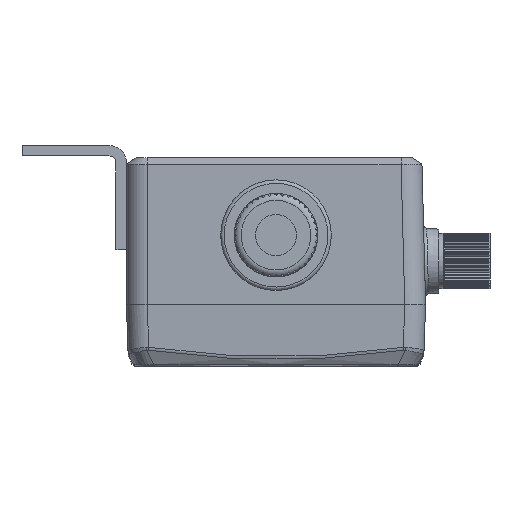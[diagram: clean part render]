
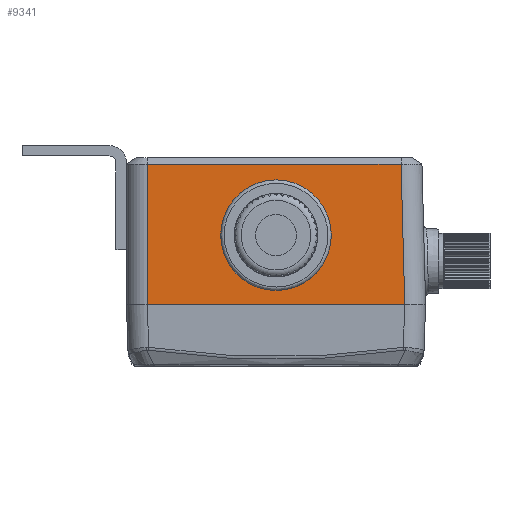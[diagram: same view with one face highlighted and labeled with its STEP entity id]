
A CAD part, front view. The second image highlights one B-rep face of the part: STEP entity #9341.
In plain terms, the highlighted planar face has unit normal (0, -1, 0).
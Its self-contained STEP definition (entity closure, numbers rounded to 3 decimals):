
#9341=ADVANCED_FACE('',(#12702,#12703),#10819,.T.);
#10819=PLANE('',#34726);
#11901=CIRCLE('',#34725,5.5);
#12702=FACE_BOUND('',#13014,.T.);
#12703=FACE_BOUND('',#13015,.T.);
#13014=EDGE_LOOP('',(#14669,#14670,#14671,#14672));
#13015=EDGE_LOOP('',(#14673));
#14669=ORIENTED_EDGE('',*,*,#25218,.T.);
#14670=ORIENTED_EDGE('',*,*,#25219,.T.);
#14671=ORIENTED_EDGE('',*,*,#25220,.T.);
#14672=ORIENTED_EDGE('',*,*,#25221,.F.);
#14673=ORIENTED_EDGE('',*,*,#25222,.T.);
#22565=VERTEX_POINT('',#44227);
#22566=VERTEX_POINT('',#44228);
#22567=VERTEX_POINT('',#44230);
#22568=VERTEX_POINT('',#44232);
#22569=VERTEX_POINT('',#44235);
#25218=EDGE_CURVE('',#22565,#22566,#29166,.T.);
#25219=EDGE_CURVE('',#22566,#22567,#29167,.T.);
#25220=EDGE_CURVE('',#22567,#22568,#29168,.T.);
#25221=EDGE_CURVE('',#22565,#22568,#29169,.T.);
#25222=EDGE_CURVE('',#22569,#22569,#11901,.T.);
#29166=LINE('',#44226,#31931);
#29167=LINE('',#44229,#31932);
#29168=LINE('',#44231,#31933);
#29169=LINE('',#44233,#31934);
#31931=VECTOR('',#36962,1.);
#31932=VECTOR('',#36963,1.);
#31933=VECTOR('',#36964,1.);
#31934=VECTOR('',#36965,1.);
#34725=AXIS2_PLACEMENT_3D('',#44234,#36966,#36967);
#34726=AXIS2_PLACEMENT_3D('',#44236,#36968,#36969);
#36962=DIRECTION('',(-0.026,0.,1.));
#36963=DIRECTION('',(-1.,0.,0.));
#36964=DIRECTION('',(0.,0.,-1.));
#36965=DIRECTION('',(-1.,0.,0.));
#36966=DIRECTION('',(0.,1.,0.));
#36967=DIRECTION('',(0.,0.,-1.));
#36968=DIRECTION('',(0.,-1.,0.));
#36969=DIRECTION('',(0.,0.,1.));
#44226=CARTESIAN_POINT('',(-181.523,186.999,9.737));
#44227=CARTESIAN_POINT('',(-181.501,186.999,8.9));
#44228=CARTESIAN_POINT('',(-182.029,186.999,29.056));
#44229=CARTESIAN_POINT('',(-213.5,186.999,29.056));
#44230=CARTESIAN_POINT('',(-218.5,186.999,29.056));
#44231=CARTESIAN_POINT('',(-218.5,186.999,8.9));
#44232=CARTESIAN_POINT('',(-218.5,186.999,8.9));
#44233=CARTESIAN_POINT('',(-213.5,186.999,8.9));
#44234=CARTESIAN_POINT('',(-200.,186.999,19.062));
#44235=CARTESIAN_POINT('',(-200.,186.999,13.562));
#44236=CARTESIAN_POINT('',(-213.5,186.999,8.9));
